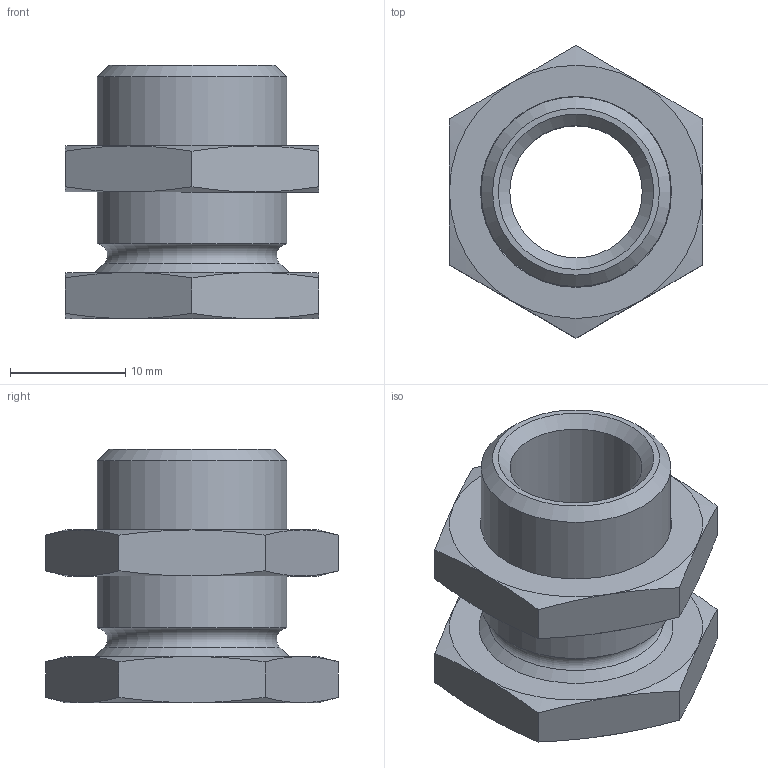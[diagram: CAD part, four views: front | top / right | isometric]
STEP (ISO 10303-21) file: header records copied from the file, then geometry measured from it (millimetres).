
FILE_DESCRIPTION(/* description */ (''),/* implementation_level */ '2;1');
FILE_NAME(/* name */ 'sv_14_msv.stp',/* time_stamp */ '2016-08-23T14:07:58+02:00',/* author */ ('leitheußer'),/* organization */ (''),/* preprocessor_version */ 'ST-DEVELOPER v16.5',/* originating_system */ 'Autodesk Inventor 2017',/* authorisation */ '');
FILE_SCHEMA (('AUTOMOTIVE_DESIGN { 1 0 10303 214 3 1 1 }'));
Length unit declared in the file: millimetre
Products named in the file (3): Baugruppe1; SV 14 MSV A; SV 14 MSV B
Assembly tree (2 placements, depth 2):
  Baugruppe1
    SV 14 MSV A
    SV 14 MSV B
Bounding box: 22 x 25.4 x 22 mm (x, y, z)
Volume: 4023.9 mm3; surface area: 3510.5 mm2
Topology: 2 solids, 2 shells, 51 faces, 110 edges, 64 vertices
Faces by surface type: cone 30, plane 17, cylinder 3, torus 1
Full cylindrical faces by diameter (mm): 11.5 x1, 15 x1, 16.5 x1
Entity records: 1317 total; most frequent: CARTESIAN_POINT 310, DIRECTION 198, ORIENTED_EDGE 194, EDGE_CURVE 97, AXIS2_PLACEMENT_3D 93, EDGE_LOOP 66, VERTEX_POINT 61, FACE_OUTER_BOUND 51
